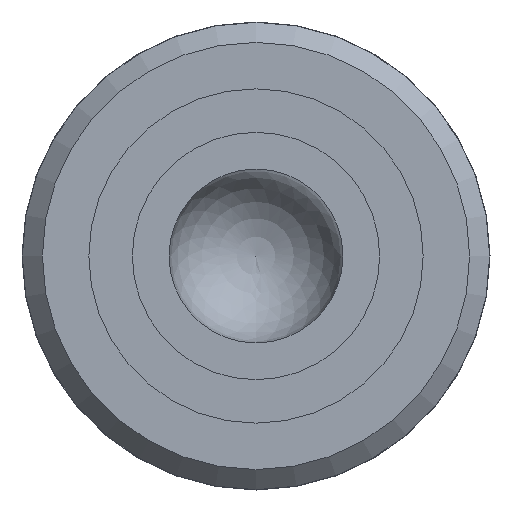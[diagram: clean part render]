
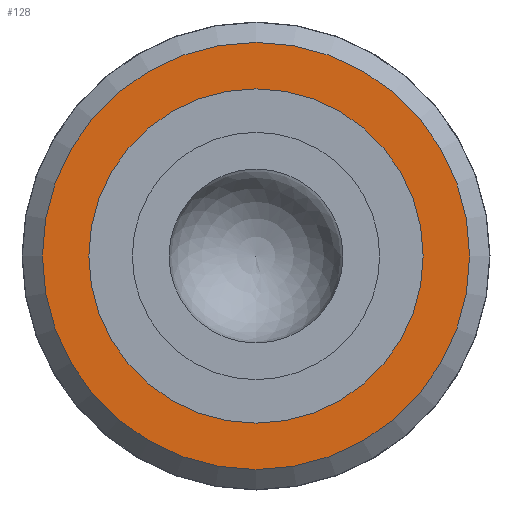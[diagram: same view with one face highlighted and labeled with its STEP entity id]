
A CAD part, front view. The second image highlights one B-rep face of the part: STEP entity #128.
In plain terms, the highlighted planar face has unit normal (0, -1, 0).
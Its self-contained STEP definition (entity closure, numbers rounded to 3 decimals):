
#25=FACE_BOUND('',#48,.T.);
#35=FACE_OUTER_BOUND('',#47,.T.);
#47=EDGE_LOOP('',(#102));
#48=EDGE_LOOP('',(#103));
#69=CIRCLE('',#143,3.195);
#70=CIRCLE('',#144,2.5);
#80=VERTEX_POINT('',#215);
#81=VERTEX_POINT('',#217);
#91=EDGE_CURVE('',#80,#80,#69,.T.);
#92=EDGE_CURVE('',#81,#81,#70,.T.);
#102=ORIENTED_EDGE('',*,*,#91,.F.);
#103=ORIENTED_EDGE('',*,*,#92,.T.);
#124=PLANE('',#142);
#128=ADVANCED_FACE('',(#35,#25),#124,.T.);
#142=AXIS2_PLACEMENT_3D('',#214,#167,#168);
#143=AXIS2_PLACEMENT_3D('',#216,#169,#170);
#144=AXIS2_PLACEMENT_3D('',#218,#171,#172);
#167=DIRECTION('center_axis',(0.,-1.,0.));
#168=DIRECTION('ref_axis',(0.,0.,-1.));
#169=DIRECTION('center_axis',(0.,1.,0.));
#170=DIRECTION('ref_axis',(1.,0.,0.));
#171=DIRECTION('center_axis',(0.,1.,0.));
#172=DIRECTION('ref_axis',(1.,0.,0.));
#214=CARTESIAN_POINT('Origin',(-3.195,4.,0.));
#215=CARTESIAN_POINT('',(-3.195,4.,0.));
#216=CARTESIAN_POINT('Origin',(0.,4.,0.));
#217=CARTESIAN_POINT('',(-2.5,4.,0.));
#218=CARTESIAN_POINT('Origin',(0.,4.,0.));
